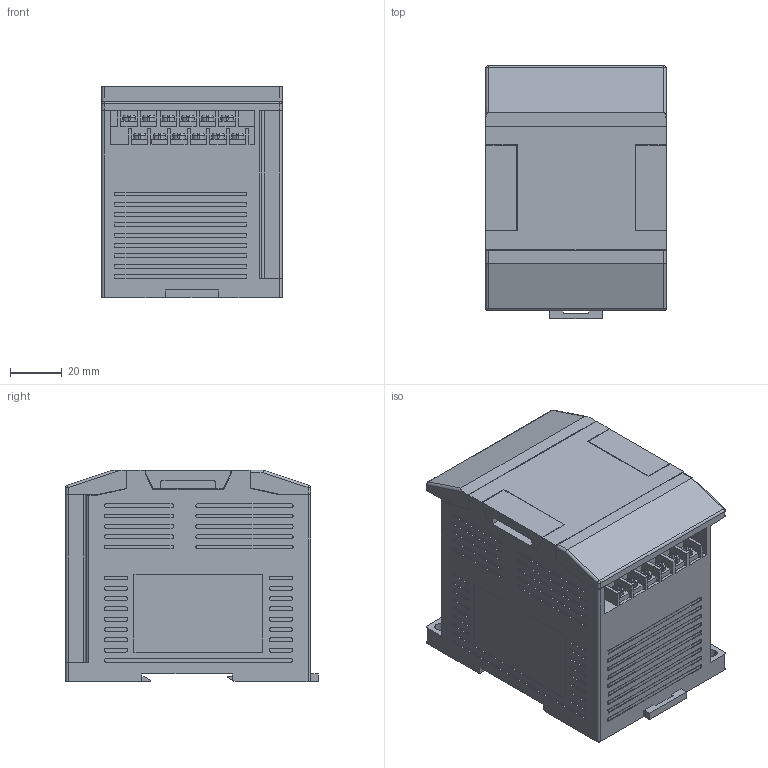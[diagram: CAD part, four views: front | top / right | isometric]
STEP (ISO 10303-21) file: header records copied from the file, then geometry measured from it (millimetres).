
FILE_DESCRIPTION (( 'STEP AP203' ), '1' );
FILE_NAME ('Haiwell H16XDR.STEP', '2022-08-18T13:26:21', ( '' ), ( '' ), 'SwSTEP 2.0', 'SolidWorks 2021', '' );
FILE_SCHEMA (( 'CONFIG_CONTROL_DESIGN' ));
Length unit declared in the file: millimetre
Products named in the file (1): Haiwell H16XDR
Bounding box: 70 x 98 x 82 mm (x, y, z)
Volume: 480514.4 mm3; surface area: 65990.2 mm2
Topology: 27 solids, 27 shells, 1422 faces, 3717 edges, 2441 vertices
Faces by surface type: plane 1124, cylinder 246, torus 48, sphere 4
Entity records: 43856 total; most frequent: CARTESIAN_POINT 8885, ORIENTED_EDGE 7426, DIRECTION 6849, EDGE_CURVE 3713, LINE 2743, VECTOR 2743, VERTEX_POINT 2441, AXIS2_PLACEMENT_3D 2053
